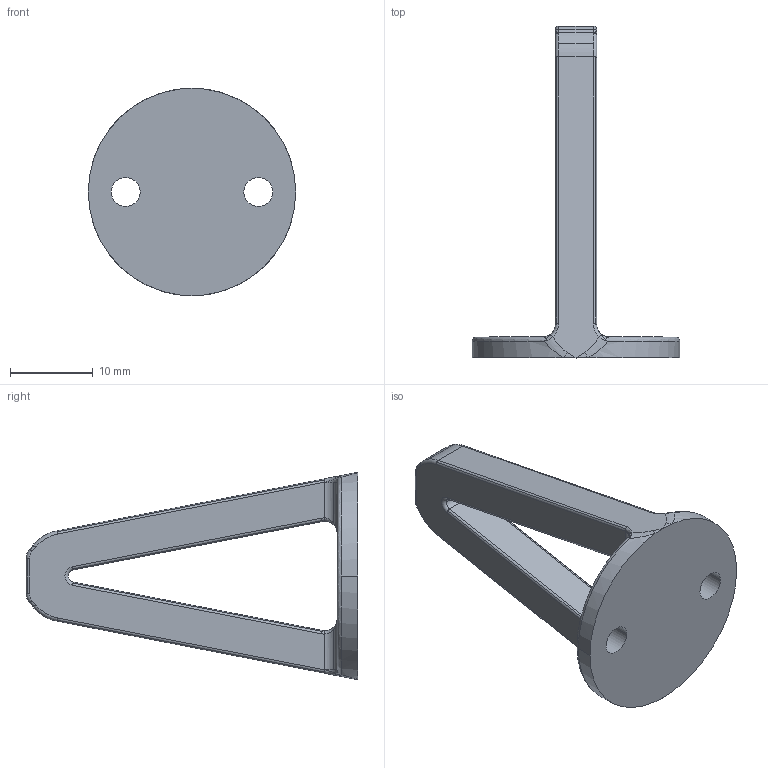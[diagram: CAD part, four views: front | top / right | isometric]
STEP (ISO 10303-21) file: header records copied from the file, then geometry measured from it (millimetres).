
FILE_DESCRIPTION (( 'STEP AP203' ), '1' );
FILE_NAME ('Pata.step_Predeterminado_sldprt.STEP', '2022-02-13T10:50:31', ( '' ), ( '' ), 'SwSTEP 2.0', 'SolidWorks 2020', '' );
FILE_SCHEMA (( 'CONFIG_CONTROL_DESIGN' ));
Length unit declared in the file: millimetre
Products named in the file (1): Pata.step_Predeterminado_sldprt
Bounding box: 25 x 40 x 25 mm (x, y, z)
Volume: 3073.2 mm3; surface area: 2564.5 mm2
Topology: 1 solids, 1 shells, 113 faces, 289 edges, 164 vertices
Faces by surface type: cylinder 58, bspline 28, torus 16, plane 11
Entity records: 4170 total; most frequent: CARTESIAN_POINT 1629, ORIENTED_EDGE 554, DIRECTION 461, EDGE_CURVE 277, AXIS2_PLACEMENT_3D 190, VERTEX_POINT 164, EDGE_LOOP 117, ADVANCED_FACE 113
